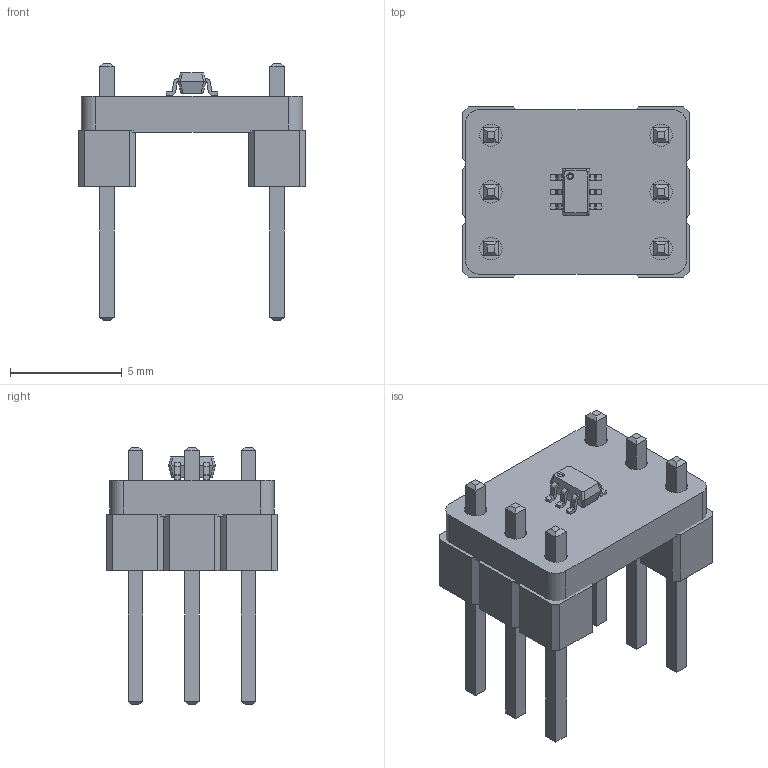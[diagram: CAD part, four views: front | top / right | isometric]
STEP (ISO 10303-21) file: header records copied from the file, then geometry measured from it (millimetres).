
FILE_DESCRIPTION(('KiCad electronic assembly'),'2;1');
FILE_NAME('ON_Semi_MCH6341-TL-W.step','2019-01-02T19:11:23',('An Author' ),('A Company'),'Open CASCADE STEP processor 6.9', 'KiCad to STEP converter','Unknown');
FILE_SCHEMA(('AUTOMOTIVE_DESIGN { 1 0 10303 214 1 1 1 1 }'));
Length unit declared in the file: millimetre
Products named in the file (6): Open CASCADE STEP translator 6.9 1; PinHeader_1x03_P254mm_Vertical_Bottom; SOLID; ON_Semi_MCH6341-TL-W_SOT-363_SC-70-6_SC-88; COMPOUND
Assembly tree (6 placements, depth 3):
  Open CASCADE STEP translator 6.9 1
    PinHeader_1x03_P254mm_Vertical_Bottom  x2
      SOLID
    ON_Semi_MCH6341-TL-W_SOT-363_SC-70-6_SC-88
      SOLID
    COMPOUND
Bounding box: 10.16 x 7.62 x 11.54 mm (x, y, z)
Volume: 229 mm3; surface area: 548.9 mm2
Topology: 4 solids, 4 shells, 267 faces, 670 edges, 424 vertices
Faces by surface type: plane 223, cylinder 42, cone 2
Full cylindrical faces by diameter (mm): 1 x6
Entity records: 13857 total; most frequent: CARTESIAN_POINT 2568, DIRECTION 1878, LINE 1290, VECTOR 1290, ORIENTED_EDGE 980, PCURVE 980, DEFINITIONAL_REPRESENTATION 980, EDGE_CURVE 490
